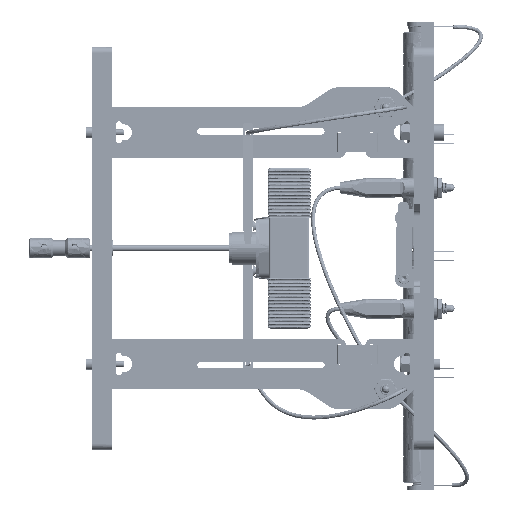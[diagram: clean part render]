
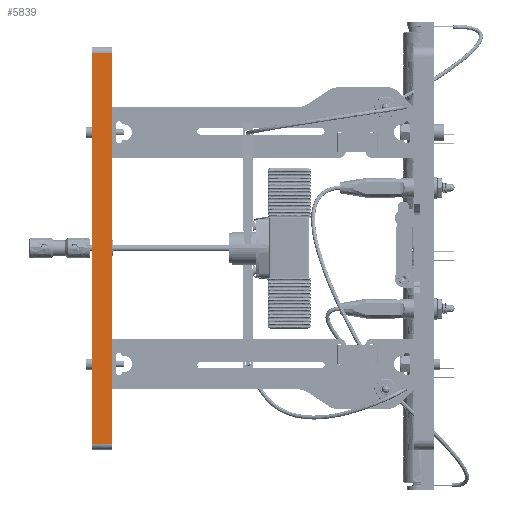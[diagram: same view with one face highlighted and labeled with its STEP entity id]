
A CAD part, left-side view. The second image highlights one B-rep face of the part: STEP entity #5839.
In plain terms, the highlighted free-form (B-spline) face has degree [1, 1] with [2, 2] control points.
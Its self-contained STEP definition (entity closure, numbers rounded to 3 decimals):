
#5839 = ADVANCED_FACE('',(#5840),#5870,.F.);
#5840 = FACE_BOUND('',#5841,.T.);
#5841 = EDGE_LOOP('',(#5842,#5851,#5858,#5865));
#5842 = ORIENTED_EDGE('',*,*,#5843,.F.);
#5843 = EDGE_CURVE('',#5844,#5846,#5848,.T.);
#5844 = VERTEX_POINT('',#5845);
#5845 = CARTESIAN_POINT('',(-64.416,192.797,
    204.073));
#5846 = VERTEX_POINT('',#5847);
#5847 = CARTESIAN_POINT('',(-64.416,192.797,
    0.541));
#5848 = B_SPLINE_CURVE_WITH_KNOTS('',1,(#5849,#5850),.UNSPECIFIED.,.F.,
  .F.,(2,2),(-197.,-3.),.PIECEWISE_BEZIER_KNOTS.);
#5849 = CARTESIAN_POINT('',(-64.416,192.797,
    204.073));
#5850 = CARTESIAN_POINT('',(-64.416,192.797,
    0.541));
#5851 = ORIENTED_EDGE('',*,*,#5852,.T.);
#5852 = EDGE_CURVE('',#5844,#5853,#5855,.T.);
#5853 = VERTEX_POINT('',#5854);
#5854 = CARTESIAN_POINT('',(-64.416,203.288,
    204.073));
#5855 = B_SPLINE_CURVE_WITH_KNOTS('',1,(#5856,#5857),.UNSPECIFIED.,.F.,
  .F.,(2,2),(0.,10.),.PIECEWISE_BEZIER_KNOTS.);
#5856 = CARTESIAN_POINT('',(-64.416,192.797,
    204.073));
#5857 = CARTESIAN_POINT('',(-64.416,203.288,
    204.073));
#5858 = ORIENTED_EDGE('',*,*,#5859,.T.);
#5859 = EDGE_CURVE('',#5853,#5860,#5862,.T.);
#5860 = VERTEX_POINT('',#5861);
#5861 = CARTESIAN_POINT('',(-64.416,203.288,
    0.541));
#5862 = B_SPLINE_CURVE_WITH_KNOTS('',1,(#5863,#5864),.UNSPECIFIED.,.F.,
  .F.,(2,2),(-197.,-3.),.PIECEWISE_BEZIER_KNOTS.);
#5863 = CARTESIAN_POINT('',(-64.416,203.288,
    204.073));
#5864 = CARTESIAN_POINT('',(-64.416,203.288,
    0.541));
#5865 = ORIENTED_EDGE('',*,*,#5866,.T.);
#5866 = EDGE_CURVE('',#5860,#5846,#5867,.T.);
#5867 = B_SPLINE_CURVE_WITH_KNOTS('',1,(#5868,#5869),.UNSPECIFIED.,.F.,
  .F.,(2,2),(-10.,0.),.PIECEWISE_BEZIER_KNOTS.);
#5868 = CARTESIAN_POINT('',(-64.416,203.288,
    0.541));
#5869 = CARTESIAN_POINT('',(-64.416,192.797,
    0.541));
#5870 = B_SPLINE_SURFACE_WITH_KNOTS('',1,1,(
    (#5871,#5872)
    ,(#5873,#5874
    )),.UNSPECIFIED.,.F.,.F.,.F.,(2,2),(2,2),(0.,10.),(3.,197.),
  .PIECEWISE_BEZIER_KNOTS.);
#5871 = CARTESIAN_POINT('',(-64.416,192.797,
    0.541));
#5872 = CARTESIAN_POINT('',(-64.416,192.797,
    204.073));
#5873 = CARTESIAN_POINT('',(-64.416,203.288,
    0.541));
#5874 = CARTESIAN_POINT('',(-64.416,203.288,
    204.073));
